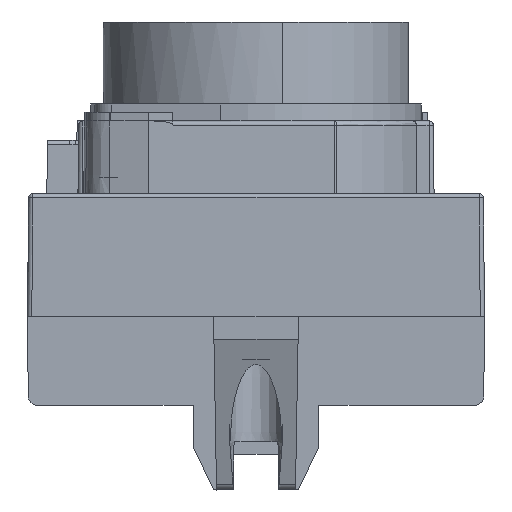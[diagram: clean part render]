
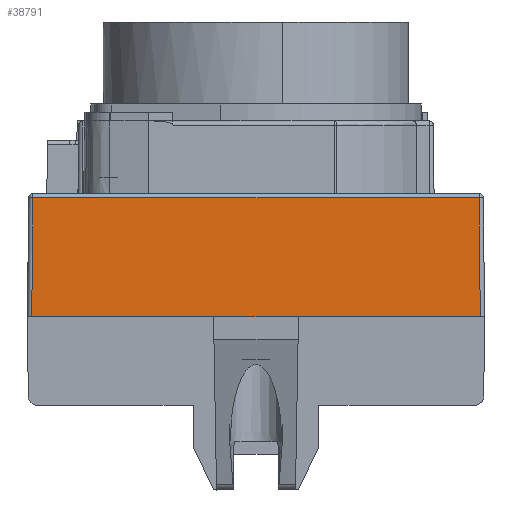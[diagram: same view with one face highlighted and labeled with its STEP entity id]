
A CAD part, left-side view. The second image highlights one B-rep face of the part: STEP entity #38791.
In plain terms, the highlighted planar face has unit normal (-1, 0, 0.009).
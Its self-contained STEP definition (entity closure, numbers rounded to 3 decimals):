
#17664=DIRECTION('',(0.009,-0.009,1.));
#17665=VECTOR('',#17664,14.005);
#17666=CARTESIAN_POINT('',(-86.65,26.4,
-23.05));
#17667=LINE('',#17666,#17665);
#17671=DIRECTION('',(0.,-1.,0.));
#17672=VECTOR('',#17671,52.556);
#17673=CARTESIAN_POINT('',(-86.528,26.278,
-9.046));
#17674=LINE('',#17673,#17672);
#17678=DIRECTION('',(-0.009,-0.009,-1.));
#17679=VECTOR('',#17678,14.005);
#17680=CARTESIAN_POINT('',(-86.528,-26.278,
-9.046));
#17681=LINE('',#17680,#17679);
#17685=DIRECTION('',(0.,-1.,0.));
#17686=VECTOR('',#17685,52.8);
#17687=CARTESIAN_POINT('',(-86.65,26.4,
-23.05));
#17688=LINE('',#17687,#17686);
#33146=CARTESIAN_POINT('',(-86.528,26.278,
-9.046));
#33147=VERTEX_POINT('',#33146);
#33148=CARTESIAN_POINT('',(-86.65,26.4,
-23.05));
#33149=VERTEX_POINT('',#33148);
#33150=CARTESIAN_POINT('',(-86.65,-26.4,
-23.05));
#33151=VERTEX_POINT('',#33150);
#33152=CARTESIAN_POINT('',(-86.528,-26.278,
-9.046));
#33153=VERTEX_POINT('',#33152);
#38777=CARTESIAN_POINT('',(-86.65,26.9,
-23.05));
#38778=DIRECTION('',(1.,0.,-0.009));
#38779=DIRECTION('',(0.,1.,0.));
#38780=AXIS2_PLACEMENT_3D('',#38777,#38778,#38779);
#38781=PLANE('',#38780);
#38783=ORIENTED_EDGE('',*,*,#38782,.F.);
#38784=ORIENTED_EDGE('',*,*,#38761,.T.);
#38786=ORIENTED_EDGE('',*,*,#38785,.T.);
#38788=ORIENTED_EDGE('',*,*,#38787,.T.);
#38789=EDGE_LOOP('',(#38783,#38784,#38786,#38788));
#38790=FACE_OUTER_BOUND('',#38789,.F.);
#38761=EDGE_CURVE('',#33149,#33147,#17667,.T.);
#38782=EDGE_CURVE('',#33149,#33151,#17688,.T.);
#38785=EDGE_CURVE('',#33147,#33153,#17674,.T.);
#38787=EDGE_CURVE('',#33153,#33151,#17681,.T.);
#38791=ADVANCED_FACE('',(#38790),#38781,.F.);
